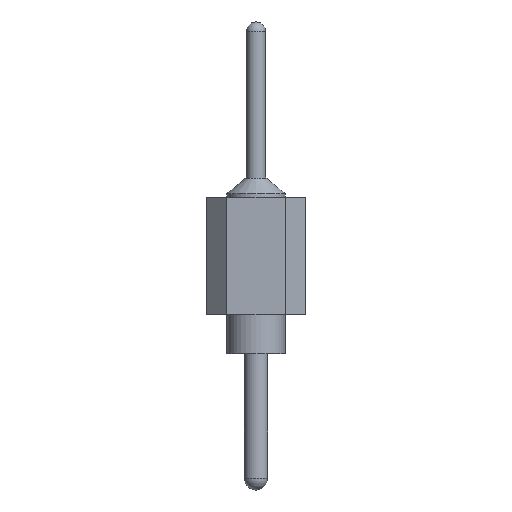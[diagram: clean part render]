
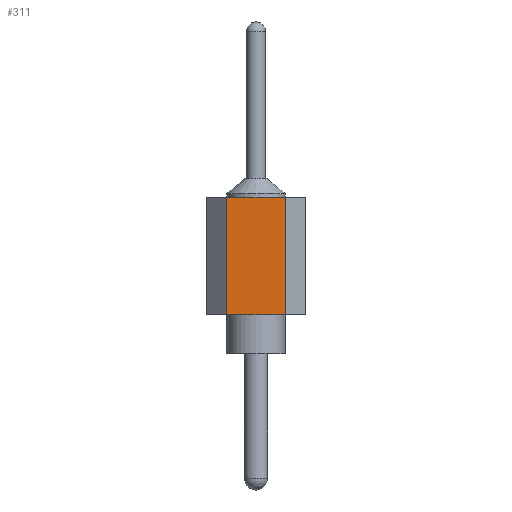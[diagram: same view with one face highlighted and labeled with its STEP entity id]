
A CAD part, left-side view. The second image highlights one B-rep face of the part: STEP entity #311.
In plain terms, the highlighted planar face has unit normal (-1, 0, 0).
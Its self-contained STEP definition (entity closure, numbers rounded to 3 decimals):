
#188 = VERTEX_POINT('',#189);
#189 = CARTESIAN_POINT('',(-1.27,0.75,0.));
#195 = EDGE_CURVE('',#188,#196,#198,.T.);
#196 = VERTEX_POINT('',#197);
#197 = CARTESIAN_POINT('',(-1.27,-0.75,0.));
#198 = LINE('',#199,#200);
#199 = CARTESIAN_POINT('',(-1.27,0.75,0.));
#200 = VECTOR('',#201,1.);
#201 = DIRECTION('',(0.,-1.,0.));
#269 = VERTEX_POINT('',#270);
#270 = CARTESIAN_POINT('',(-1.27,0.75,-3.));
#276 = EDGE_CURVE('',#188,#269,#277,.T.);
#277 = LINE('',#278,#279);
#278 = CARTESIAN_POINT('',(-1.27,0.75,0.));
#279 = VECTOR('',#280,1.);
#280 = DIRECTION('',(-0.,-0.,-1.));
#311 = ADVANCED_FACE('',(#312),#330,.T.);
#312 = FACE_BOUND('',#313,.T.);
#313 = EDGE_LOOP('',(#314,#315,#323,#329));
#314 = ORIENTED_EDGE('',*,*,#276,.T.);
#315 = ORIENTED_EDGE('',*,*,#316,.T.);
#316 = EDGE_CURVE('',#269,#317,#319,.T.);
#317 = VERTEX_POINT('',#318);
#318 = CARTESIAN_POINT('',(-1.27,-0.75,-3.));
#319 = LINE('',#320,#321);
#320 = CARTESIAN_POINT('',(-1.27,0.75,-3.));
#321 = VECTOR('',#322,1.);
#322 = DIRECTION('',(0.,-1.,0.));
#323 = ORIENTED_EDGE('',*,*,#324,.F.);
#324 = EDGE_CURVE('',#196,#317,#325,.T.);
#325 = LINE('',#326,#327);
#326 = CARTESIAN_POINT('',(-1.27,-0.75,0.));
#327 = VECTOR('',#328,1.);
#328 = DIRECTION('',(-0.,-0.,-1.));
#329 = ORIENTED_EDGE('',*,*,#195,.F.);
#330 = PLANE('',#331);
#331 = AXIS2_PLACEMENT_3D('',#332,#333,#334);
#332 = CARTESIAN_POINT('',(-1.27,0.75,0.));
#333 = DIRECTION('',(-1.,0.,0.));
#334 = DIRECTION('',(0.,-1.,0.));
